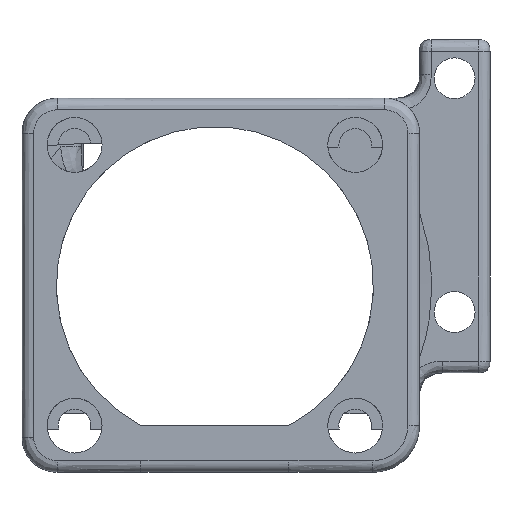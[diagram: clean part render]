
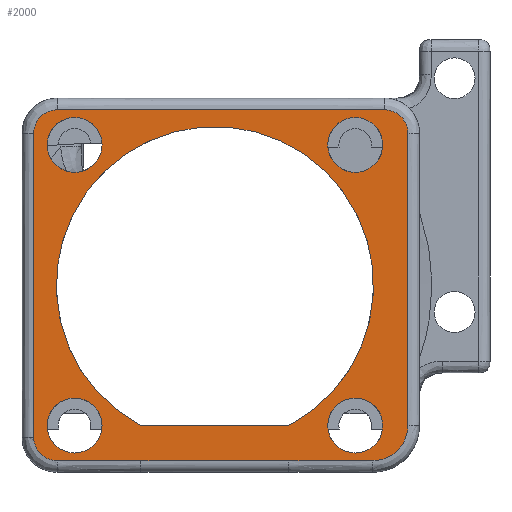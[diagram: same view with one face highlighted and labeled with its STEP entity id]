
A CAD part, front view. The second image highlights one B-rep face of the part: STEP entity #2000.
In plain terms, the highlighted planar face has unit normal (0, -1, 0).
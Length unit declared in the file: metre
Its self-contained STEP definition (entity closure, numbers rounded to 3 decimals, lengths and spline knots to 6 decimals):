
#64=CIRCLE('',#2126,0.013566);
#65=CIRCLE('',#2128,0.00235);
#68=CIRCLE('',#2132,0.00235);
#76=CIRCLE('',#2147,0.00235);
#77=CIRCLE('',#2148,0.00235);
#181=B_SPLINE_CURVE_WITH_KNOTS('',3,(#3173,#3174,#3175,#3176),
 .UNSPECIFIED.,.F.,.F.,(4,4),(0.493849,1.),.UNSPECIFIED.);
#182=B_SPLINE_CURVE_WITH_KNOTS('',3,(#3179,#3180,#3181,#3182),
 .UNSPECIFIED.,.F.,.F.,(4,4),(0.734329,1.),.UNSPECIFIED.);
#183=B_SPLINE_CURVE_WITH_KNOTS('',3,(#3184,#3185,#3186,#3187,#3188),
 .UNSPECIFIED.,.F.,.F.,(4,1,4),(0.,0.5,1.),.UNSPECIFIED.);
#184=B_SPLINE_CURVE_WITH_KNOTS('',3,(#3190,#3191,#3192,#3193),
 .UNSPECIFIED.,.F.,.F.,(4,4),(0.,1.),.UNSPECIFIED.);
#185=B_SPLINE_CURVE_WITH_KNOTS('',3,(#3195,#3196,#3197,#3198,#3199),
 .UNSPECIFIED.,.F.,.F.,(4,1,4),(0.,0.5,1.),.UNSPECIFIED.);
#186=B_SPLINE_CURVE_WITH_KNOTS('',3,(#3201,#3202,#3203,#3204),
 .UNSPECIFIED.,.F.,.F.,(4,4),(0.,1.),.UNSPECIFIED.);
#187=B_SPLINE_CURVE_WITH_KNOTS('',3,(#3206,#3207,#3208,#3209,#3210),
 .UNSPECIFIED.,.F.,.F.,(4,1,4),(0.,0.5,1.),.UNSPECIFIED.);
#188=B_SPLINE_CURVE_WITH_KNOTS('',3,(#3212,#3213,#3214,#3215),
 .UNSPECIFIED.,.F.,.F.,(4,4),(0.,1.),.UNSPECIFIED.);
#189=B_SPLINE_CURVE_WITH_KNOTS('',3,(#3217,#3218,#3219,#3220,#3221),
 .UNSPECIFIED.,.F.,.F.,(4,1,4),(0.,0.5,1.),.UNSPECIFIED.);
#190=B_SPLINE_CURVE_WITH_KNOTS('',3,(#3223,#3224,#3225,#3226),
 .UNSPECIFIED.,.F.,.F.,(4,4),(0.,0.265671),.UNSPECIFIED.);
#428=ORIENTED_EDGE('',*,*,#987,.F.);
#429=ORIENTED_EDGE('',*,*,#984,.F.);
#430=ORIENTED_EDGE('',*,*,#1048,.F.);
#431=ORIENTED_EDGE('',*,*,#1049,.F.);
#432=ORIENTED_EDGE('',*,*,#1050,.T.);
#433=ORIENTED_EDGE('',*,*,#976,.F.);
#434=ORIENTED_EDGE('',*,*,#1051,.T.);
#435=ORIENTED_EDGE('',*,*,#1052,.T.);
#436=ORIENTED_EDGE('',*,*,#1053,.T.);
#437=ORIENTED_EDGE('',*,*,#1054,.T.);
#438=ORIENTED_EDGE('',*,*,#1055,.T.);
#439=ORIENTED_EDGE('',*,*,#1056,.T.);
#440=ORIENTED_EDGE('',*,*,#1057,.T.);
#441=ORIENTED_EDGE('',*,*,#1058,.T.);
#442=ORIENTED_EDGE('',*,*,#1059,.T.);
#443=ORIENTED_EDGE('',*,*,#1060,.T.);
#976=EDGE_CURVE('',#1292,#1293,#64,.T.);
#984=EDGE_CURVE('',#1300,#1300,#65,.T.);
#987=EDGE_CURVE('',#1301,#1301,#68,.T.);
#1048=EDGE_CURVE('',#1350,#1350,#76,.T.);
#1049=EDGE_CURVE('',#1351,#1351,#77,.T.);
#1050=EDGE_CURVE('',#1292,#1293,#1492,.T.);
#1051=EDGE_CURVE('',#1352,#1353,#181,.F.);
#1052=EDGE_CURVE('',#1353,#1354,#182,.T.);
#1053=EDGE_CURVE('',#1354,#1355,#183,.T.);
#1054=EDGE_CURVE('',#1355,#1356,#184,.T.);
#1055=EDGE_CURVE('',#1356,#1357,#185,.T.);
#1056=EDGE_CURVE('',#1357,#1358,#186,.T.);
#1057=EDGE_CURVE('',#1358,#1359,#187,.T.);
#1058=EDGE_CURVE('',#1359,#1360,#188,.T.);
#1059=EDGE_CURVE('',#1360,#1361,#189,.T.);
#1060=EDGE_CURVE('',#1361,#1352,#190,.T.);
#1292=VERTEX_POINT('',#2754);
#1293=VERTEX_POINT('',#2756);
#1300=VERTEX_POINT('',#2827);
#1301=VERTEX_POINT('',#2832);
#1350=VERTEX_POINT('',#3169);
#1351=VERTEX_POINT('',#3171);
#1352=VERTEX_POINT('',#3177);
#1353=VERTEX_POINT('',#3178);
#1354=VERTEX_POINT('',#3183);
#1355=VERTEX_POINT('',#3189);
#1356=VERTEX_POINT('',#3194);
#1357=VERTEX_POINT('',#3200);
#1358=VERTEX_POINT('',#3205);
#1359=VERTEX_POINT('',#3211);
#1360=VERTEX_POINT('',#3216);
#1361=VERTEX_POINT('',#3222);
#1492=LINE('',#3172,#1596);
#1596=VECTOR('',#2336,1.);
#1689=EDGE_LOOP('',(#428));
#1690=EDGE_LOOP('',(#429));
#1691=EDGE_LOOP('',(#430));
#1692=EDGE_LOOP('',(#431));
#1693=EDGE_LOOP('',(#432,#433));
#1694=EDGE_LOOP('',(#434,#435,#436,#437,#438,#439,#440,#441,#442,#443));
#1824=FACE_BOUND('',#1689,.T.);
#1825=FACE_BOUND('',#1690,.T.);
#1826=FACE_BOUND('',#1691,.T.);
#1827=FACE_BOUND('',#1692,.T.);
#1828=FACE_BOUND('',#1693,.T.);
#1829=FACE_BOUND('',#1694,.T.);
#1945=PLANE('',#2146);
#2000=ADVANCED_FACE('',(#1824,#1825,#1826,#1827,#1828,#1829),#1945,.F.);
#2126=AXIS2_PLACEMENT_3D('',#2755,#2274,#2275);
#2128=AXIS2_PLACEMENT_3D('',#2826,#2279,#2280);
#2132=AXIS2_PLACEMENT_3D('',#2831,#2287,#2288);
#2146=AXIS2_PLACEMENT_3D('',#3167,#2330,#2331);
#2147=AXIS2_PLACEMENT_3D('',#3168,#2332,#2333);
#2148=AXIS2_PLACEMENT_3D('',#3170,#2334,#2335);
#2274=DIRECTION('',(0.,-1.,0.));
#2275=DIRECTION('',(0.,0.,-1.));
#2279=DIRECTION('',(0.,-1.,0.));
#2280=DIRECTION('',(0.,0.,-1.));
#2287=DIRECTION('',(0.,-1.,0.));
#2288=DIRECTION('',(0.,0.,-1.));
#2330=DIRECTION('',(0.,1.,0.));
#2331=DIRECTION('',(1.,0.,0.));
#2332=DIRECTION('',(0.,-1.,0.));
#2333=DIRECTION('',(0.,0.,-1.));
#2334=DIRECTION('',(0.,-1.,0.));
#2335=DIRECTION('',(0.,0.,-1.));
#2336=DIRECTION('',(-1.,0.,0.));
#2754=CARTESIAN_POINT('',(0.099827,0.006655,0.020557));
#2755=CARTESIAN_POINT('',(0.0935,0.006655,0.032557));
#2756=CARTESIAN_POINT('',(0.087173,0.006655,0.020557));
#2826=CARTESIAN_POINT('',(0.1055,0.006655,0.044557));
#2827=CARTESIAN_POINT('',(0.1055,0.006655,0.042207));
#2831=CARTESIAN_POINT('',(0.0815,0.006655,0.044557));
#2832=CARTESIAN_POINT('',(0.0815,0.006655,0.042207));
#3167=CARTESIAN_POINT('',(0.11,0.006655,0.017557));
#3168=CARTESIAN_POINT('',(0.1055,0.006655,0.020557));
#3169=CARTESIAN_POINT('',(0.1055,0.006655,0.018207));
#3170=CARTESIAN_POINT('',(0.0815,0.006655,0.020557));
#3171=CARTESIAN_POINT('',(0.0815,0.006655,0.018207));
#3172=CARTESIAN_POINT('',(0.0995,0.006655,0.020557));
#3173=CARTESIAN_POINT('',(0.099827,0.006655,0.017557));
#3174=CARTESIAN_POINT('',(0.095609,0.006655,0.017557));
#3175=CARTESIAN_POINT('',(0.091391,0.006655,0.017557));
#3176=CARTESIAN_POINT('',(0.087173,0.006655,0.017557));
#3177=CARTESIAN_POINT('',(0.087173,0.006655,0.017557));
#3178=CARTESIAN_POINT('',(0.099827,0.006655,0.017557));
#3179=CARTESIAN_POINT('',(0.099827,0.006655,0.017557));
#3180=CARTESIAN_POINT('',(0.102218,0.006655,0.017557));
#3181=CARTESIAN_POINT('',(0.104609,0.006655,0.017557));
#3182=CARTESIAN_POINT('',(0.107,0.006655,0.017557));
#3183=CARTESIAN_POINT('',(0.107,0.006655,0.017557));
#3184=CARTESIAN_POINT('',(0.107,0.006655,0.017557));
#3185=CARTESIAN_POINT('',(0.107784,0.006655,0.017557));
#3186=CARTESIAN_POINT('',(0.10935,0.006655,0.018207));
#3187=CARTESIAN_POINT('',(0.11,0.006655,0.019772));
#3188=CARTESIAN_POINT('',(0.11,0.006655,0.020557));
#3189=CARTESIAN_POINT('',(0.11,0.006655,0.020557));
#3190=CARTESIAN_POINT('',(0.11,0.006655,0.020557));
#3191=CARTESIAN_POINT('',(0.11,0.006655,0.02889));
#3192=CARTESIAN_POINT('',(0.11,0.006655,0.037224));
#3193=CARTESIAN_POINT('',(0.11,0.006655,0.045557));
#3194=CARTESIAN_POINT('',(0.11,0.006655,0.045557));
#3195=CARTESIAN_POINT('',(0.11,0.006655,0.045557));
#3196=CARTESIAN_POINT('',(0.11,0.006655,0.04608));
#3197=CARTESIAN_POINT('',(0.109567,0.006655,0.047124));
#3198=CARTESIAN_POINT('',(0.108524,0.006655,0.047557));
#3199=CARTESIAN_POINT('',(0.108,0.006655,0.047557));
#3200=CARTESIAN_POINT('',(0.108,0.006655,0.047557));
#3201=CARTESIAN_POINT('',(0.108,0.006655,0.047557));
#3202=CARTESIAN_POINT('',(0.098667,0.006655,0.047557));
#3203=CARTESIAN_POINT('',(0.089333,0.006655,0.047557));
#3204=CARTESIAN_POINT('',(0.08,0.006655,0.047557));
#3205=CARTESIAN_POINT('',(0.08,0.006655,0.047557));
#3206=CARTESIAN_POINT('',(0.08,0.006655,0.047557));
#3207=CARTESIAN_POINT('',(0.079477,0.006655,0.047557));
#3208=CARTESIAN_POINT('',(0.078433,0.006655,0.047123));
#3209=CARTESIAN_POINT('',(0.078,0.006655,0.046081));
#3210=CARTESIAN_POINT('',(0.078,0.006655,0.045557));
#3211=CARTESIAN_POINT('',(0.078,0.006655,0.045557));
#3212=CARTESIAN_POINT('',(0.078,0.006655,0.045557));
#3213=CARTESIAN_POINT('',(0.078,0.006655,0.03689));
#3214=CARTESIAN_POINT('',(0.078,0.006655,0.028224));
#3215=CARTESIAN_POINT('',(0.078,0.006655,0.019557));
#3216=CARTESIAN_POINT('',(0.078,0.006655,0.019557));
#3217=CARTESIAN_POINT('',(0.078,0.006655,0.019557));
#3218=CARTESIAN_POINT('',(0.078,0.006655,0.019034));
#3219=CARTESIAN_POINT('',(0.078433,0.006655,0.01799));
#3220=CARTESIAN_POINT('',(0.079476,0.006655,0.017557));
#3221=CARTESIAN_POINT('',(0.08,0.006655,0.017557));
#3222=CARTESIAN_POINT('',(0.08,0.006655,0.017557));
#3223=CARTESIAN_POINT('',(0.08,0.006655,0.017557));
#3224=CARTESIAN_POINT('',(0.082391,0.006655,0.017557));
#3225=CARTESIAN_POINT('',(0.084782,0.006655,0.017557));
#3226=CARTESIAN_POINT('',(0.087173,0.006655,0.017557));
